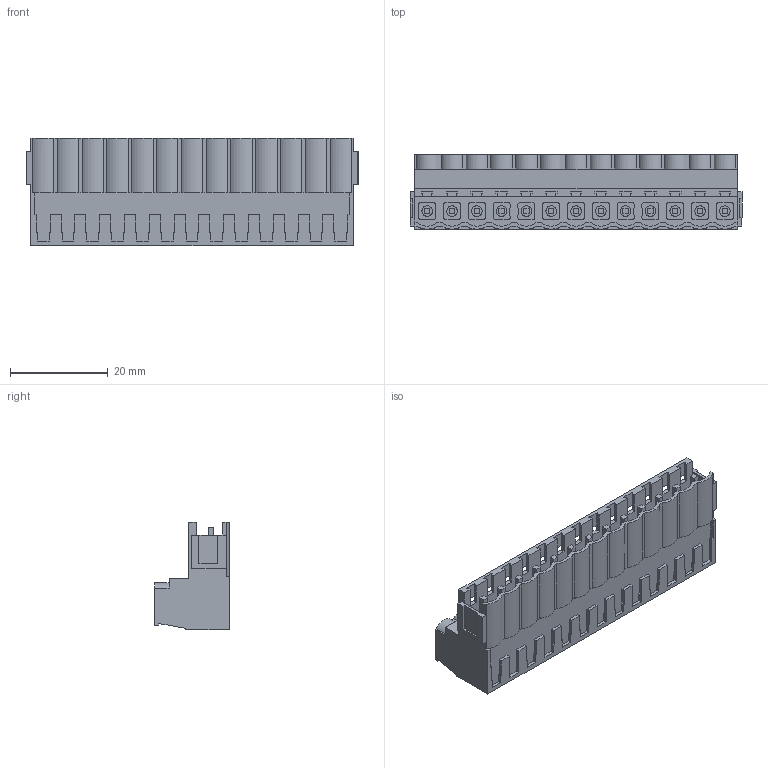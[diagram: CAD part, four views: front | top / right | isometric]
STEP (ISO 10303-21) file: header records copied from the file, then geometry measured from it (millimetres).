
FILE_DESCRIPTION(('CATIA V5 STEP Exchange','CAx-IF Rec.Pracs.--- Model Styling and Organization---1.4--- 2014-01-23'),'2;1');
FILE_NAME ('D1453772_1_1627350000_1627350000.stp','2022-08-02T13:26:25+00:00',('none'),('Weidmueller'),'CATIA Version 5-6 Release 2016 SP3 HF44','CATIA V5 STEP AP214','none');
FILE_SCHEMA(('AUTOMOTIVE_DESIGN { 1 0 10303 214 1 1 1 1 }'));
Length unit declared in the file: millimetre
Products named in the file (1): 1627350000
Bounding box: 68 x 15.3 x 22.05 mm (x, y, z)
Volume: 11332.1 mm3; surface area: 9805.7 mm2
Topology: 27 solids, 27 shells, 920 faces, 2396 edges, 1582 vertices
Faces by surface type: plane 699, cylinder 169, extrusion 52
Entity records: 27359 total; most frequent: CARTESIAN_POINT 6506, ORIENTED_EDGE 4792, DIRECTION 3277, EDGE_CURVE 2396, VECTOR 1952, LINE 1900, VERTEX_POINT 1582, EDGE_LOOP 998
